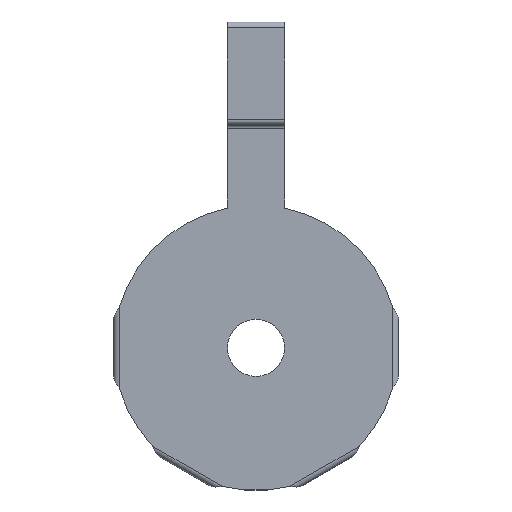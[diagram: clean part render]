
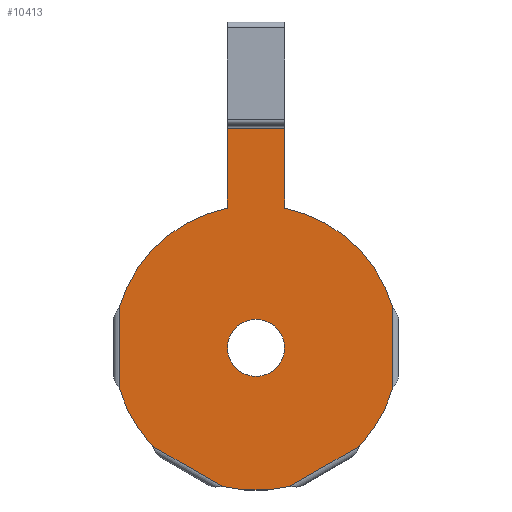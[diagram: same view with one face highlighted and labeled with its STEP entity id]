
A CAD part, top view. The second image highlights one B-rep face of the part: STEP entity #10413.
In plain terms, the highlighted planar face has unit normal (0, 0, 1).
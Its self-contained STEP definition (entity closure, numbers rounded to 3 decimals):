
#8116=CARTESIAN_POINT('POINT139',(-9.998,
   76.99,0.));
#8117=VERTEX_POINT('VERTEX139',#8116);
#8137=CARTESIAN_POINT('POINT140',(9.998,
   76.99,0.));
#8138=VERTEX_POINT('VERTEX140',#8137);
#8173=CARTESIAN_POINT('POINT141',(47.99,
   14.035,0.));
#8174=VERTEX_POINT('VERTEX141',#8173);
#8402=CARTESIAN_POINT('POINT142',(47.99,
   -14.035,0.));
#8403=VERTEX_POINT('VERTEX142',#8402);
#8646=CARTESIAN_POINT('POINT143',(36.15,
   -34.543,0.));
#8647=VERTEX_POINT('VERTEX143',#8646);
#8875=CARTESIAN_POINT('POINT144',(11.84,
   -48.578,0.));
#8876=VERTEX_POINT('VERTEX144',#8875);
#9119=CARTESIAN_POINT('POINT145',(-11.84,
   -48.578,0.));
#9120=VERTEX_POINT('VERTEX145',#9119);
#9348=CARTESIAN_POINT('POINT146',(-36.15,
   -34.543,0.));
#9349=VERTEX_POINT('VERTEX146',#9348);
#9677=CARTESIAN_POINT('POINT151',(-47.99,
   14.035,0.));
#9678=VERTEX_POINT('VERTEX151',#9677);
#9904=CARTESIAN_POINT('POINT152',(-47.99,
   -14.035,0.));
#9905=VERTEX_POINT('VERTEX152',#9904);
#10132=CARTESIAN_POINT('POINT153',(-10.,0.,
   0.));
#10133=VERTEX_POINT('VERTEX153',#10132);
#10141=CARTESIAN_POINT('POINT154',(10.,0.,
   0.));
#10142=VERTEX_POINT('VERTEX154',#10141);
#10149=CARTESIAN_POINT('POS311',(0.,0.,0.));
#10150=DIRECTION('DIR452',(0.,0.,1.));
#10151=DIRECTION('DIR453',(-1.,0.,0.));
#10152=AXIS2_PLACEMENT_3D('AXIS142',#10149,#10150,#10151);
#10153=CIRCLE('ELLIPSE70',#10152,10.);
#10154=EDGE_CURVE('EDGE283',#10133,#10142,#10153,.F.);
#10167=CARTESIAN_POINT('POS313',(0.,0.,0.));
#10168=DIRECTION('DIR456',(0.,0.,1.));
#10169=DIRECTION('DIR457',(-1.,0.,0.));
#10170=AXIS2_PLACEMENT_3D('AXIS144',#10167,#10168,#10169);
#10171=CIRCLE('ELLIPSE71',#10170,10.);
#10172=EDGE_CURVE('EDGE284',#10142,#10133,#10171,.F.);
#10179=CARTESIAN_POINT('POINT155',(-9.998,
   48.99,0.));
#10180=VERTEX_POINT('VERTEX155',#10179);
#10181=CARTESIAN_POINT('POS314',(0.,0.,0.));
#10182=DIRECTION('DIR458',(0.,0.,1.));
#10183=DIRECTION('DIR459',(1.,0.,0.));
#10184=AXIS2_PLACEMENT_3D('AXIS145',#10181,#10182,#10183);
#10185=CIRCLE('ELLIPSE72',#10184,50.);
#10186=EDGE_CURVE('EDGE285',#10180,#9678,#10185,.T.);
#10205=CARTESIAN_POINT('POS317',(-9.998,
   39.025,0.));
#10206=DIRECTION('DIR463',(0.,1.,0.));
#10207=VECTOR('VEC171',#10206,1.);
#10208=LINE('STRAIGHT171',#10205,#10207);
#10209=EDGE_CURVE('EDGE287',#8117,#10180,#10208,.F.);
#10215=CARTESIAN_POINT('POS318',(-9.998,
   76.99,0.));
#10216=DIRECTION('DIR464',(-1.,0.,0.));
#10217=VECTOR('VEC172',#10216,1.);
#10218=LINE('STRAIGHT172',#10215,#10217);
#10219=EDGE_CURVE('EDGE288',#8117,#8138,#10218,.F.);
#10231=CARTESIAN_POINT('POINT156',(9.998,
   48.99,0.));
#10232=VERTEX_POINT('VERTEX156',#10231);
#10241=CARTESIAN_POINT('POS321',(9.998,
   56.85,0.));
#10242=DIRECTION('DIR468',(0.,-1.,0.));
#10243=VECTOR('VEC174',#10242,1.);
#10244=LINE('STRAIGHT174',#10241,#10243);
#10245=EDGE_CURVE('EDGE290',#10232,#8138,#10244,.F.);
#10250=CARTESIAN_POINT('POS322',(0.,0.,0.));
#10251=DIRECTION('DIR469',(0.,0.,1.));
#10252=DIRECTION('DIR470',(1.,0.,0.));
#10253=AXIS2_PLACEMENT_3D('AXIS148',#10250,#10251,#10252);
#10254=CIRCLE('ELLIPSE73',#10253,50.);
#10255=EDGE_CURVE('EDGE291',#8174,#10232,#10254,.T.);
#10269=CARTESIAN_POINT('POS324',(47.99,
   -14.033,0.));
#10270=DIRECTION('DIR473',(0.,-1.,0.));
#10271=VECTOR('VEC175',#10270,1.);
#10272=LINE('STRAIGHT175',#10269,#10271);
#10273=EDGE_CURVE('EDGE292',#8403,#8174,#10272,.F.);
#10287=CARTESIAN_POINT('POS326',(0.,0.,0.));
#10288=DIRECTION('DIR476',(0.,0.,1.));
#10289=DIRECTION('DIR477',(-1.,0.,0.));
#10290=AXIS2_PLACEMENT_3D('AXIS151',#10287,#10288,#10289);
#10291=CIRCLE('ELLIPSE74',#10290,50.);
#10292=EDGE_CURVE('EDGE293',#8647,#8403,#10291,.T.);
#10304=CARTESIAN_POINT('POS328',(11.841,
   -48.577,0.));
#10305=DIRECTION('DIR480',(-0.866,-0.5,0.));
#10306=VECTOR('VEC176',#10305,1.);
#10307=LINE('STRAIGHT176',#10304,#10306);
#10308=EDGE_CURVE('EDGE294',#8876,#8647,#10307,.F.);
#10322=CARTESIAN_POINT('POS330',(0.,0.,0.));
#10323=DIRECTION('DIR483',(0.,0.,1.));
#10324=DIRECTION('DIR484',(-1.,0.,0.));
#10325=AXIS2_PLACEMENT_3D('AXIS154',#10322,#10323,#10324);
#10326=CIRCLE('ELLIPSE75',#10325,50.);
#10327=EDGE_CURVE('EDGE295',#9120,#8876,#10326,.T.);
#10339=CARTESIAN_POINT('POS332',(-36.149,
   -34.543,0.));
#10340=DIRECTION('DIR487',(-0.866,0.5,0.));
#10341=VECTOR('VEC177',#10340,1.);
#10342=LINE('STRAIGHT177',#10339,#10341);
#10343=EDGE_CURVE('EDGE296',#9349,#9120,#10342,.F.);
#10357=CARTESIAN_POINT('POS334',(0.,0.,0.));
#10358=DIRECTION('DIR490',(0.,0.,1.));
#10359=DIRECTION('DIR491',(-1.,0.,0.));
#10360=AXIS2_PLACEMENT_3D('AXIS157',#10357,#10358,#10359);
#10361=CIRCLE('ELLIPSE76',#10360,50.);
#10362=EDGE_CURVE('EDGE297',#9905,#9349,#10361,.T.);
#10374=CARTESIAN_POINT('POS336',(-47.99,
   14.034,0.));
#10375=DIRECTION('DIR494',(0.,1.,0.));
#10376=VECTOR('VEC178',#10375,1.);
#10377=LINE('STRAIGHT178',#10374,#10376);
#10378=EDGE_CURVE('EDGE298',#9678,#9905,#10377,.F.);
#10390=ORIENTED_EDGE('COEDGE583',*,*,#10378,.T.);
#10391=ORIENTED_EDGE('COEDGE584',*,*,#10362,.T.);
#10392=ORIENTED_EDGE('COEDGE585',*,*,#10343,.T.);
#10393=ORIENTED_EDGE('COEDGE586',*,*,#10327,.T.);
#10394=ORIENTED_EDGE('COEDGE587',*,*,#10308,.T.);
#10395=ORIENTED_EDGE('COEDGE588',*,*,#10292,.T.);
#10396=ORIENTED_EDGE('COEDGE589',*,*,#10273,.T.);
#10397=ORIENTED_EDGE('COEDGE590',*,*,#10255,.T.);
#10398=ORIENTED_EDGE('COEDGE591',*,*,#10245,.T.);
#10399=ORIENTED_EDGE('COEDGE592',*,*,#10219,.F.);
#10400=ORIENTED_EDGE('COEDGE593',*,*,#10209,.T.);
#10401=ORIENTED_EDGE('COEDGE594',*,*,#10186,.T.);
#10402=EDGE_LOOP('NONE',(#10390,#10391,#10392,#10393,#10394,#10395,
   #10396,#10397,#10398,#10399,#10400,#10401));
#10403=FACE_BOUND('LOOP1',#10402,.T.);
#10404=ORIENTED_EDGE('COEDGE595',*,*,#10172,.T.);
#10405=ORIENTED_EDGE('COEDGE596',*,*,#10154,.T.);
#10406=EDGE_LOOP('NONE',(#10404,#10405));
#10407=FACE_BOUND('LOOP1',#10406,.T.);
#10408=CARTESIAN_POINT('POS338',(0.,0.,0.));
#10409=DIRECTION('DIR497',(0.,0.,1.));
#10410=DIRECTION('DIR498',(1.,0.,0.));
#10411=AXIS2_PLACEMENT_3D('AXIS160',#10408,#10409,#10410);
#10412=PLANE('PLANE40',#10411);
#10413=ADVANCED_FACE('FACE144',(#10403,#10407),#10412,.T.);
